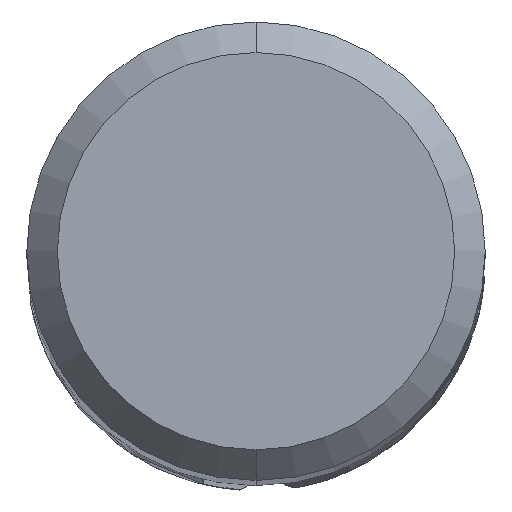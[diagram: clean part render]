
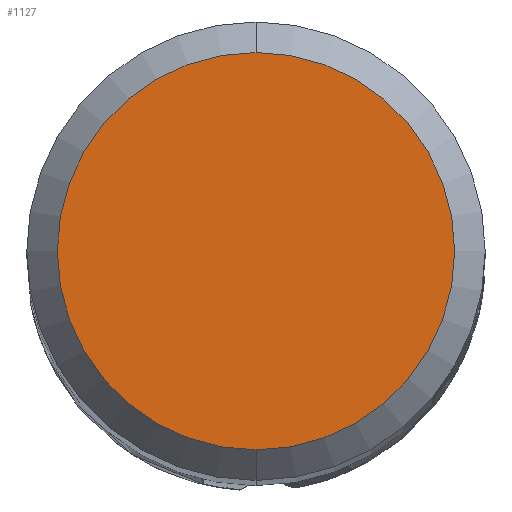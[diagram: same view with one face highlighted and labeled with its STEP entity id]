
A CAD part, top view. The second image highlights one B-rep face of the part: STEP entity #1127.
In plain terms, the highlighted planar face has unit normal (0, 0, 1).
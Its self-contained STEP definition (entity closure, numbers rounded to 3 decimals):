
#1127=ADVANCED_FACE('',(#2321),#2322,.T.);
#1167=EDGE_CURVE('',#1509,#1535,#2364,.T.);
#1193=EDGE_CURVE('',#1535,#1509,#2394,.T.);
#1509=VERTEX_POINT('',#2733);
#1535=VERTEX_POINT('',#2759);
#2321=FACE_OUTER_BOUND('',#7575,.T.);
#2322=PLANE('',#7576);
#2364=CIRCLE('',#7781,2.6);
#2394=CIRCLE('',#8018,2.6);
#2733=CARTESIAN_POINT('',(0.0,2.6,0.0));
#2759=CARTESIAN_POINT('',(0.,-2.6,0.0));
#7575=EDGE_LOOP('',(#11735,#11736));
#7576=AXIS2_PLACEMENT_3D('',#11737,#11738,#11739);
#7781=AXIS2_PLACEMENT_3D('',#11770,#11771,#11772);
#8018=AXIS2_PLACEMENT_3D('',#11811,#11812,#11813);
#11735=ORIENTED_EDGE('',*,*,#1167,.F.);
#11736=ORIENTED_EDGE('',*,*,#1193,.F.);
#11737=CARTESIAN_POINT('',(0.0,1.3,0.0));
#11738=DIRECTION('',(-0.0,0.0,1.0));
#11739=DIRECTION('',(0.0,-1.0,0.0));
#11770=CARTESIAN_POINT('',(0.0,0.0,0.0));
#11771=DIRECTION('',(0.0,0.0,-1.0));
#11772=DIRECTION('',(0.0,1.0,0.0));
#11811=CARTESIAN_POINT('',(0.0,0.0,0.0));
#11812=DIRECTION('',(0.0,0.0,-1.0));
#11813=DIRECTION('',(0.0,1.0,0.0));
